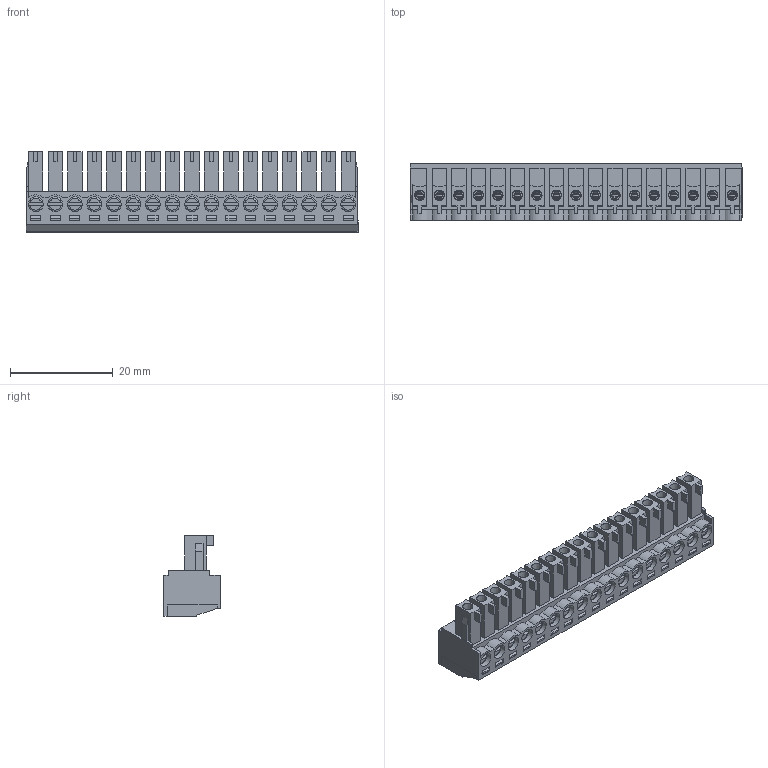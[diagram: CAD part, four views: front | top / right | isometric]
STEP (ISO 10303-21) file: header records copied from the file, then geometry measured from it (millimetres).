
FILE_DESCRIPTION( ( 'Unknown' ), '1' );
FILE_NAME( '691361300017.stp', 'Unknown', ( 'Unknown' ), ( 'Unknown' ), 'PSStep 14.0', 'Unknown', ' ' );
FILE_SCHEMA( ( 'AUTOMOTIVE_DESIGN { 1 0 10303 214 1 1 1 1 }' ) );
Length unit declared in the file: millimetre
Products named in the file (6): Assem1; 6913613000xx_PIN; 6913613000xx_VISSE; 6913613000xx_CAGE; 691361300017; 691361300017_CAPOT
Assembly tree (53 placements, depth 2):
  Assem1
    6913613000xx_PIN  x17
    6913613000xx_VISSE  x17
    6913613000xx_CAGE  x17
    691361300017
    691361300017_CAPOT
Bounding box: 64.77 x 11.1 x 15.8 mm (x, y, z)
Volume: 4725.1 mm3; surface area: 15205.4 mm2
Topology: 53 solids, 53 shells, 2533 faces, 6716 edges, 4389 vertices
Faces by surface type: plane 1972, cylinder 476, torus 51, cone 34
Full cylindrical faces by diameter (mm): 1.35 x17, 1.9 x34, 2 x17, 2.9 x34
Entity records: 50736 total; most frequent: CARTESIAN_POINT 7093, ORIENTED_EDGE 6816, DIRECTION 6366, EDGE_CURVE 3408, LINE 3144, VECTOR 3144, VERTEX_POINT 2290, EDGE_LOOP 1648
